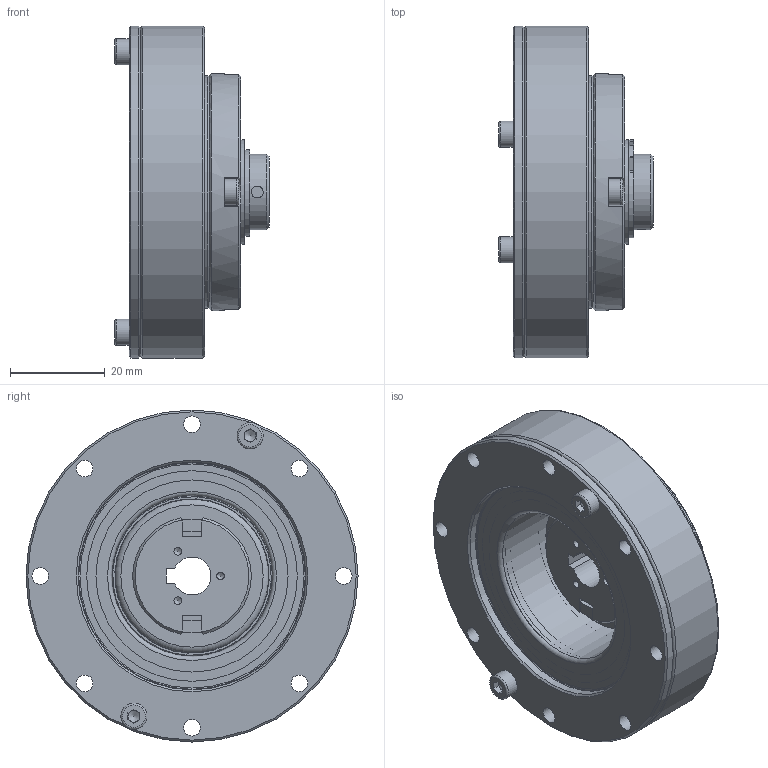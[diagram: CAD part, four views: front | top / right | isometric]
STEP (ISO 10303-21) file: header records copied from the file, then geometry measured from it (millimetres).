
FILE_DESCRIPTION(/* description */ ('STEP AP242','CAx-IF Rec.Pracs.---Representation and Presentation of Product Manufacturing Information (PMI)---4.0---2014-10-13','CAx-IF Rec.Pracs.---3D Tessellated Geometry---0.4---2014-09-14','2;1'),/* implementation_level */ '2;1');
FILE_NAME(/* name */ '68877112ecc30d628aebb7c1',/* time_stamp */ '2025-07-28T12:46:11Z',/* author */ (''),/* organization */ (''),/* preprocessor_version */ 'ST-DEVELOPER v20',/* originating_system */ 'ONSHAPE BY PTC INC, 1.201',/* authorisation */ ' ');
FILE_SCHEMA (('AP242_MANAGED_MODEL_BASED_3D_ENGINEERING_MIM_LF { 1 0 10303 442 1 1 4 }'));
Length unit declared in the file: metre
Products named in the file (22): HS-14-I; hexagon socket head cap screws gb_GB_FASTENER_SCREWS_HSHCS M3X8-C; ????-STXB-14050; 14-100??????_?? <1>; STXB-T14-P01_??; STXB-T14-P03_??; STXB-T14-P05_??; STXB-T14-P02_??; STXB-T14-100-P04_??; 14????; circlips for shaft--type a large gb_GB_CONNECTING_PIECE_RING_RRA 16; ????-STRU-14-70-135X?70-V1 <1>; ????-??-?3; 14??; ??????-14-70-??-V0; hexagon socket head cap screws gb_GB_FASTENER_SCREWS_HSHCS M2X5-C; ??????-14-70-V0; ????-??-STRU-14-70-V1; ????-??-STRU-14-70; O????-?53X?18
Assembly tree (103 placements, depth 3):
  HS-14-I
    hexagon socket head cap screws gb_GB_FASTENER_SCREWS_HSHCS M3X8-C  x6
    ????-STXB-14050
    14-100??????_?? <1>
      STXB-T14-P01_??
      STXB-T14-P03_??
      STXB-T14-P05_??
      STXB-T14-P02_??
      STXB-T14-100-P04_??
      14????
      circlips for shaft--type a large gb_GB_CONNECTING_PIECE_RING_RRA 16
    ????-STXB-14050
    ????-STRU-14-70-135X?70-V1 <1>
      ????-??-?3  x40
      14??
      ??????-14-70-??-V0  x20
      hexagon socket head cap screws gb_GB_FASTENER_SCREWS_HSHCS M2X5-C
      ??????-14-70-V0  x20
      ????-??-STRU-14-70-V1
      ????-??-STRU-14-70
      O????-?53X?18
      ????-??-STRU-14-70
Bounding box: 32.53 x 70 x 70 mm (x, y, z)
Volume: 51988.6 mm3; surface area: 51521.3 mm2
Topology: 101 solids, 101 shells, 901 faces, 1808 edges, 1134 vertices
Faces by surface type: plane 460, cylinder 253, cone 163, torus 20, bspline 5
Full cylindrical faces by diameter (mm): 1.6 x4, 1.7 x2, 2 x1, 2.4 x1, 2.5 x16, 3 x46, 3.4 x4, 3.5 x26, 3.8 x1, 4.2 x1, 5.5 x6, 15.2 x1, 16 x3, 16.3 x1, 16.5 x2, 22 x2, 24 x2, 25.07 x1, 26.67 x2, 30 x1, 32.372 x2, 33.896 x2, 34.245 x1, 34.296 x1, 35.077 x1, 35.207 x1, 36.5 x1, 39 x2, 40 x1, 45.4 x1
Entity records: 12715 total; most frequent: CARTESIAN_POINT 3438, DIRECTION 1957, ORIENTED_EDGE 1298, AXIS2_PLACEMENT_3D 848, FACE_BOUND 687, EDGE_LOOP 666, EDGE_CURVE 649, VERTEX_POINT 526
